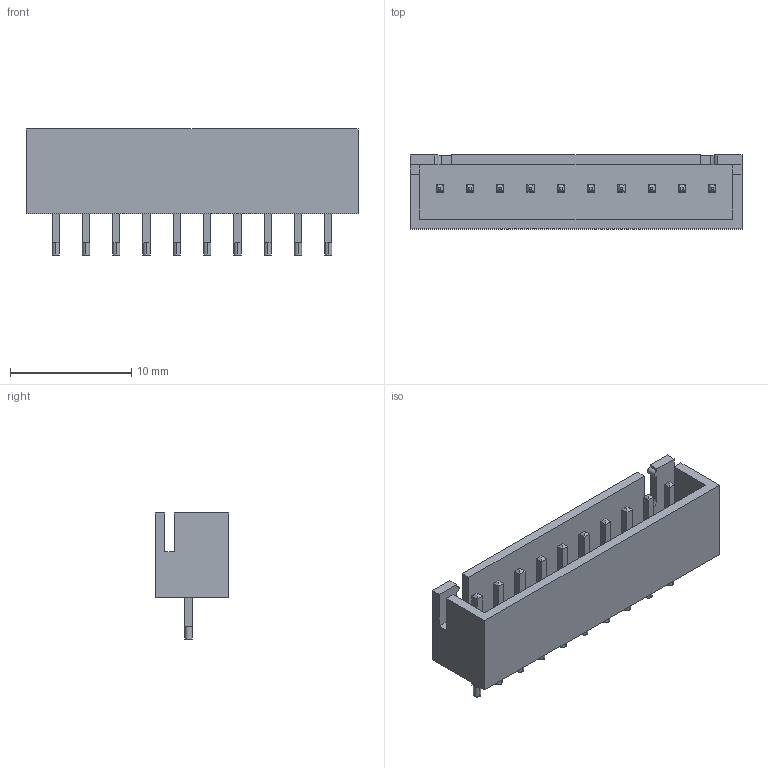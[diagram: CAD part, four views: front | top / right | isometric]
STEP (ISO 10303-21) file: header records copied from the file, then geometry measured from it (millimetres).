
FILE_DESCRIPTION (( 'STEP AP214' ), '1' );
FILE_NAME ('740337F0-0AA0-4F1A-A364-2F410752E75C.STEP', '2008-12-22T09:10:10', ( 'sysAdmin' ), ( 'SolidWorks' ), 'SwSTEP 2.0', 'SolidWorks 2009', '' );
FILE_SCHEMA (( 'AUTOMOTIVE_DESIGN' ));
Length unit declared in the file: millimetre
Products named in the file (1): 740337F0-0AA0-4F1A-A364-2F410752E75C
Bounding box: 27.4 x 6.1 x 10.4 mm (x, y, z)
Volume: 470.5 mm3; surface area: 1387.4 mm2
Topology: 1 solids, 1 shells, 230 faces, 524 edges, 316 vertices
Faces by surface type: plane 206, cylinder 24
Entity records: 6653 total; most frequent: CARTESIAN_POINT 1071, DIRECTION 1054, ORIENTED_EDGE 1048, EDGE_CURVE 524, VECTOR 456, LINE 456, VERTEX_POINT 316, AXIS2_PLACEMENT_3D 299
